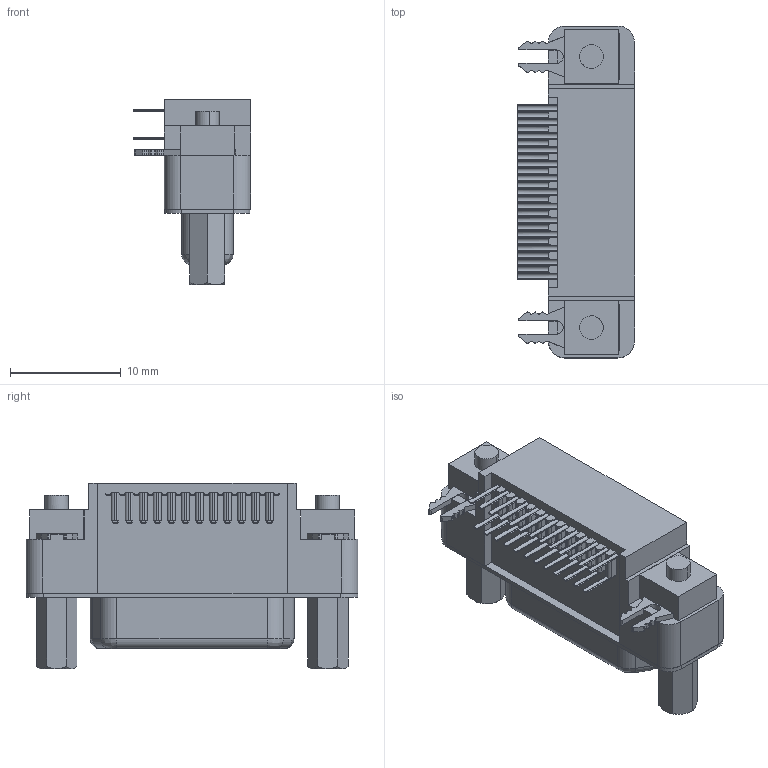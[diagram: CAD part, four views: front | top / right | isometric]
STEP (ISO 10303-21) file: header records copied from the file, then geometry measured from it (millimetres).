
FILE_DESCRIPTION((''),'2;1');
FILE_NAME('836149012','2015-12-11T',('ME'),(''),'PRO/ENGINEER BY PARAMETRIC TECHNOLOGY CORPORATION, 2011490','PRO/ENGINEER BY PARAMETRIC TECHNOLOGY CORPORATION, 2011490','');
FILE_SCHEMA(('CONFIG_CONTROL_DESIGN'));
Length unit declared in the file: millimetre
Products named in the file (1): 836149012
Bounding box: 10.59 x 30.03 x 16.79 mm (x, y, z)
Volume: 2447.8 mm3; surface area: 1903.5 mm2
Topology: 1 solids, 1 shells, 603 faces, 1784 edges, 1227 vertices
Faces by surface type: plane 281, cylinder 198, cone 66, sphere 50, bspline 4, torus 4
Entity records: 20512 total; most frequent: DIRECTION 3745, CARTESIAN_POINT 3734, ORIENTED_EDGE 3360, EDGE_CURVE 1680, AXIS2_PLACEMENT_3D 1441, VERTEX_POINT 1173, VECTOR 863, LINE 863
